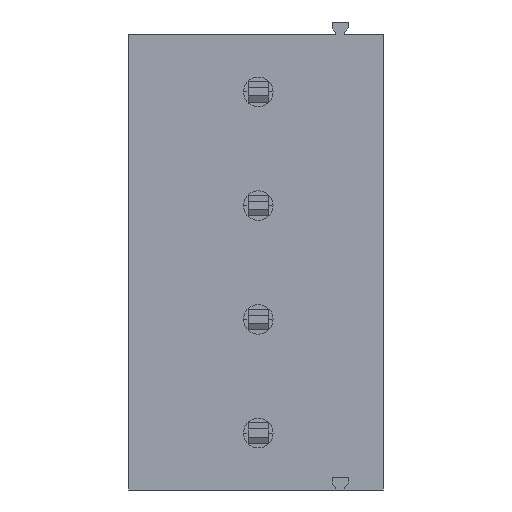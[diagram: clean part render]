
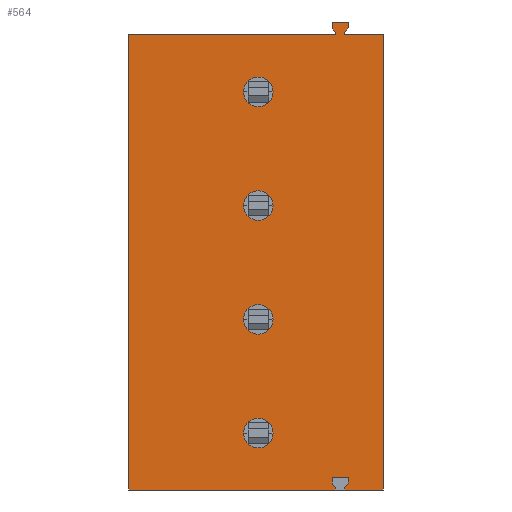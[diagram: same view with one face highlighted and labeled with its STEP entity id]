
A CAD part, front view. The second image highlights one B-rep face of the part: STEP entity #564.
In plain terms, the highlighted planar face has unit normal (0, -1, 0).
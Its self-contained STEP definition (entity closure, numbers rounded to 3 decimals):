
#564=ADVANCED_FACE('',(#1244,#1245,#1246,#1247,#1248),#1249,.T.);
#1244=FACE_OUTER_BOUND('',#2043,.T.);
#1245=FACE_BOUND('',#2044,.T.);
#1246=FACE_BOUND('',#2045,.T.);
#1247=FACE_BOUND('',#2046,.T.);
#1248=FACE_BOUND('',#2047,.T.);
#1249=PLANE('',#2048);
#2043=EDGE_LOOP('',(#3673,#3674,#3675,#3676,#3677,#3678,#3679,#3680,#3681,#3682,#3683,#3684,#3685,#3686,#3687,#3688,#3689,#3690,#3691,#3692));
#2044=EDGE_LOOP('',(#3693,#3694));
#2045=EDGE_LOOP('',(#3695,#3696));
#2046=EDGE_LOOP('',(#3697,#3698));
#2047=EDGE_LOOP('',(#3699,#3700));
#2048=AXIS2_PLACEMENT_3D('',#3701,#3702,#3703);
#3673=ORIENTED_EDGE('',*,*,#5302,.T.);
#3674=ORIENTED_EDGE('',*,*,#4793,.T.);
#3675=ORIENTED_EDGE('',*,*,#4868,.F.);
#3676=ORIENTED_EDGE('',*,*,#4865,.F.);
#3677=ORIENTED_EDGE('',*,*,#4856,.F.);
#3678=ORIENTED_EDGE('',*,*,#4863,.F.);
#3679=ORIENTED_EDGE('',*,*,#4860,.F.);
#3680=ORIENTED_EDGE('',*,*,#4850,.F.);
#3681=ORIENTED_EDGE('',*,*,#4854,.F.);
#3682=ORIENTED_EDGE('',*,*,#4790,.T.);
#3683=ORIENTED_EDGE('',*,*,#5164,.T.);
#3684=ORIENTED_EDGE('',*,*,#5150,.F.);
#3685=ORIENTED_EDGE('',*,*,#5303,.F.);
#3686=ORIENTED_EDGE('',*,*,#5173,.F.);
#3687=ORIENTED_EDGE('',*,*,#5304,.F.);
#3688=ORIENTED_EDGE('',*,*,#5305,.F.);
#3689=ORIENTED_EDGE('',*,*,#5306,.F.);
#3690=ORIENTED_EDGE('',*,*,#5307,.F.);
#3691=ORIENTED_EDGE('',*,*,#5308,.F.);
#3692=ORIENTED_EDGE('',*,*,#5146,.F.);
#3693=ORIENTED_EDGE('',*,*,#5309,.F.);
#3694=ORIENTED_EDGE('',*,*,#5256,.F.);
#3695=ORIENTED_EDGE('',*,*,#5310,.F.);
#3696=ORIENTED_EDGE('',*,*,#5311,.F.);
#3697=ORIENTED_EDGE('',*,*,#5312,.F.);
#3698=ORIENTED_EDGE('',*,*,#4902,.F.);
#3699=ORIENTED_EDGE('',*,*,#5313,.F.);
#3700=ORIENTED_EDGE('',*,*,#5272,.F.);
#3701=CARTESIAN_POINT('',(-6.914,0.0,-15.096));
#3702=DIRECTION('',(0.0,-1.0,0.0));
#3703=DIRECTION('',(0.,0.0,1.0));
#4790=EDGE_CURVE('',#5741,#5739,#5742,.T.);
#4793=EDGE_CURVE('',#5746,#5744,#5747,.T.);
#4850=EDGE_CURVE('',#5837,#5838,#5839,.T.);
#4854=EDGE_CURVE('',#5741,#5837,#5843,.T.);
#4856=EDGE_CURVE('',#5845,#5846,#5847,.T.);
#4860=EDGE_CURVE('',#5838,#5851,#5852,.T.);
#4863=EDGE_CURVE('',#5851,#5845,#5855,.T.);
#4865=EDGE_CURVE('',#5846,#5857,#5858,.T.);
#4868=EDGE_CURVE('',#5857,#5744,#5861,.T.);
#4902=EDGE_CURVE('',#5910,#5912,#5913,.T.);
#5146=EDGE_CURVE('',#6296,#6298,#6299,.T.);
#5150=EDGE_CURVE('',#6304,#6306,#6307,.T.);
#5164=EDGE_CURVE('',#5739,#6306,#6331,.T.);
#5173=EDGE_CURVE('',#6343,#6338,#6345,.T.);
#5256=EDGE_CURVE('',#6450,#6452,#6453,.T.);
#5272=EDGE_CURVE('',#6470,#6472,#6473,.T.);
#5302=EDGE_CURVE('',#6296,#5746,#6513,.T.);
#5303=EDGE_CURVE('',#6338,#6304,#6514,.T.);
#5304=EDGE_CURVE('',#6515,#6343,#6516,.T.);
#5305=EDGE_CURVE('',#6517,#6515,#6518,.T.);
#5306=EDGE_CURVE('',#6519,#6517,#6520,.T.);
#5307=EDGE_CURVE('',#6521,#6519,#6522,.T.);
#5308=EDGE_CURVE('',#6298,#6521,#6523,.T.);
#5309=EDGE_CURVE('',#6452,#6450,#6524,.T.);
#5310=EDGE_CURVE('',#6525,#6526,#6527,.T.);
#5311=EDGE_CURVE('',#6526,#6525,#6528,.T.);
#5312=EDGE_CURVE('',#5912,#5910,#6529,.T.);
#5313=EDGE_CURVE('',#6472,#6470,#6530,.T.);
#5739=VERTEX_POINT('',#7092);
#5741=VERTEX_POINT('',#7095);
#5742=LINE('',#7096,#7097);
#5744=VERTEX_POINT('',#7100);
#5746=VERTEX_POINT('',#7103);
#5747=LINE('',#7104,#7105);
#5837=VERTEX_POINT('',#7227);
#5838=VERTEX_POINT('',#7228);
#5839=LINE('',#7229,#7230);
#5843=LINE('',#7236,#7237);
#5845=VERTEX_POINT('',#7239);
#5846=VERTEX_POINT('',#7240);
#5847=LINE('',#7241,#7242);
#5851=VERTEX_POINT('',#7248);
#5852=LINE('',#7249,#7250);
#5855=LINE('',#7254,#7255);
#5857=VERTEX_POINT('',#7257);
#5858=LINE('',#7258,#7259);
#5861=LINE('',#7263,#7264);
#5910=VERTEX_POINT('',#7333);
#5912=VERTEX_POINT('',#7336);
#5913=CIRCLE('',#7337,0.65);
#6296=VERTEX_POINT('',#7853);
#6298=VERTEX_POINT('',#7856);
#6299=LINE('',#7857,#7858);
#6304=VERTEX_POINT('',#7865);
#6306=VERTEX_POINT('',#7868);
#6307=LINE('',#7869,#7870);
#6331=LINE('',#7902,#7903);
#6338=VERTEX_POINT('',#7913);
#6343=VERTEX_POINT('',#7920);
#6345=LINE('',#7923,#7924);
#6450=VERTEX_POINT('',#8072);
#6452=VERTEX_POINT('',#8075);
#6453=CIRCLE('',#8076,0.65);
#6470=VERTEX_POINT('',#8099);
#6472=VERTEX_POINT('',#8102);
#6473=CIRCLE('',#8103,0.65);
#6513=LINE('',#8157,#8158);
#6514=LINE('',#8159,#8160);
#6515=VERTEX_POINT('',#8161);
#6516=LINE('',#8162,#8163);
#6517=VERTEX_POINT('',#8164);
#6518=LINE('',#8165,#8166);
#6519=VERTEX_POINT('',#8167);
#6520=LINE('',#8168,#8169);
#6521=VERTEX_POINT('',#8170);
#6522=LINE('',#8171,#8172);
#6523=LINE('',#8173,#8174);
#6524=CIRCLE('',#8175,0.65);
#6525=VERTEX_POINT('',#8176);
#6526=VERTEX_POINT('',#8177);
#6527=CIRCLE('',#8178,0.65);
#6528=CIRCLE('',#8179,0.65);
#6529=CIRCLE('',#8180,0.65);
#6530=CIRCLE('',#8181,0.65);
#7092=CARTESIAN_POINT('',(-9.657,0.0,-0.57));
#7095=CARTESIAN_POINT('',(-0.564,0.0,-0.57));
#7096=CARTESIAN_POINT('',(1.543,0.0,-0.57));
#7097=VECTOR('',#8791,1.0);
#7100=CARTESIAN_POINT('',(-0.15,0.0,-0.57));
#7103=CARTESIAN_POINT('',(1.543,0.0,-0.57));
#7104=CARTESIAN_POINT('',(1.543,0.0,-0.57));
#7105=VECTOR('',#8794,1.0);
#7227=CARTESIAN_POINT('',(-0.564,0.0,-0.441));
#7228=CARTESIAN_POINT('',(-0.714,0.0,-0.263));
#7229=CARTESIAN_POINT('',(-0.564,0.0,-0.441));
#7230=VECTOR('',#8863,1.0);
#7236=CARTESIAN_POINT('',(-0.564,0.0,-0.57));
#7237=VECTOR('',#8866,1.0);
#7239=CARTESIAN_POINT('',(0.0,0.0,0.));
#7240=CARTESIAN_POINT('',(0.0,0.0,-0.263));
#7241=CARTESIAN_POINT('',(0.0,0.0,0.));
#7242=VECTOR('',#8867,1.0);
#7248=CARTESIAN_POINT('',(-0.714,0.0,0.));
#7249=CARTESIAN_POINT('',(-0.714,0.0,-0.263));
#7250=VECTOR('',#8870,1.0);
#7254=CARTESIAN_POINT('',(-0.714,0.0,0.));
#7255=VECTOR('',#8872,1.0);
#7257=CARTESIAN_POINT('',(-0.15,0.0,-0.441));
#7258=CARTESIAN_POINT('',(0.0,0.0,-0.263));
#7259=VECTOR('',#8873,1.0);
#7263=CARTESIAN_POINT('',(-0.15,0.0,-0.441));
#7264=VECTOR('',#8875,1.0);
#7333=CARTESIAN_POINT('',(-3.307,0.0,-3.07));
#7336=CARTESIAN_POINT('',(-4.607,0.0,-3.07));
#7337=AXIS2_PLACEMENT_3D('',#8909,#8910,#8911);
#7853=CARTESIAN_POINT('',(1.543,0.0,-20.57));
#7856=CARTESIAN_POINT('',(-0.15,0.0,-20.57));
#7857=CARTESIAN_POINT('',(1.543,0.0,-20.57));
#7858=VECTOR('',#9205,1.0);
#7865=CARTESIAN_POINT('',(-0.564,0.0,-20.57));
#7868=CARTESIAN_POINT('',(-9.657,0.0,-20.57));
#7869=CARTESIAN_POINT('',(1.543,0.0,-20.57));
#7870=VECTOR('',#9209,1.0);
#7902=CARTESIAN_POINT('',(-9.657,0.0,-18.07));
#7903=VECTOR('',#9230,1.0);
#7913=CARTESIAN_POINT('',(-0.564,0.0,-20.441));
#7920=CARTESIAN_POINT('',(-0.714,0.0,-20.263));
#7923=CARTESIAN_POINT('',(-2.558,0.0,-18.07));
#7924=VECTOR('',#9237,1.0);
#8072=CARTESIAN_POINT('',(-3.307,0.0,-13.07));
#8075=CARTESIAN_POINT('',(-4.607,0.0,-13.07));
#8076=AXIS2_PLACEMENT_3D('',#9318,#9319,#9320);
#8099=CARTESIAN_POINT('',(-3.307,0.0,-8.07));
#8102=CARTESIAN_POINT('',(-4.607,0.0,-8.07));
#8103=AXIS2_PLACEMENT_3D('',#9331,#9332,#9333);
#8157=CARTESIAN_POINT('',(1.543,0.0,-18.07));
#8158=VECTOR('',#9366,1.0);
#8159=CARTESIAN_POINT('',(-0.564,0.0,-18.07));
#8160=VECTOR('',#9367,1.0);
#8161=CARTESIAN_POINT('',(-0.714,0.0,-20.0));
#8162=CARTESIAN_POINT('',(-0.714,0.0,-18.07));
#8163=VECTOR('',#9368,1.0);
#8164=CARTESIAN_POINT('',(0.0,0.0,-20.0));
#8165=CARTESIAN_POINT('',(-43.954,0.0,-20.0));
#8166=VECTOR('',#9369,1.0);
#8167=CARTESIAN_POINT('',(0.0,0.0,-20.263));
#8168=CARTESIAN_POINT('',(0.,0.0,-18.07));
#8169=VECTOR('',#9370,1.0);
#8170=CARTESIAN_POINT('',(-0.15,0.0,-20.441));
#8171=CARTESIAN_POINT('',(1.844,0.0,-18.07));
#8172=VECTOR('',#9371,1.0);
#8173=CARTESIAN_POINT('',(-0.15,0.0,-18.07));
#8174=VECTOR('',#9372,1.0);
#8175=AXIS2_PLACEMENT_3D('',#9373,#9374,#9375);
#8176=CARTESIAN_POINT('',(-4.607,0.0,-18.07));
#8177=CARTESIAN_POINT('',(-3.307,0.0,-18.07));
#8178=AXIS2_PLACEMENT_3D('',#9376,#9377,#9378);
#8179=AXIS2_PLACEMENT_3D('',#9379,#9380,#9381);
#8180=AXIS2_PLACEMENT_3D('',#9382,#9383,#9384);
#8181=AXIS2_PLACEMENT_3D('',#9385,#9386,#9387);
#8791=DIRECTION('',(-1.0,0.0,0.));
#8794=DIRECTION('',(-1.0,0.0,0.));
#8863=DIRECTION('',(-0.644,0.0,0.765));
#8866=DIRECTION('',(0.,0.0,1.0));
#8867=DIRECTION('',(0.,0.0,-1.0));
#8870=DIRECTION('',(0.,0.0,1.0));
#8872=DIRECTION('',(1.0,0.0,0.));
#8873=DIRECTION('',(-0.644,0.0,-0.765));
#8875=DIRECTION('',(0.,0.0,-1.0));
#8909=CARTESIAN_POINT('',(-3.957,0.0,-3.07));
#8910=DIRECTION('',(-0.0,-1.0,0.0));
#8911=DIRECTION('',(-1.0,0.0,0.));
#9205=DIRECTION('',(-1.0,0.0,0.));
#9209=DIRECTION('',(-1.0,0.0,0.));
#9230=DIRECTION('',(0.,0.0,-1.0));
#9237=DIRECTION('',(0.644,0.0,-0.765));
#9318=CARTESIAN_POINT('',(-3.957,0.0,-13.07));
#9319=DIRECTION('',(-0.0,-1.0,0.0));
#9320=DIRECTION('',(-1.0,0.0,0.));
#9331=CARTESIAN_POINT('',(-3.957,0.0,-8.07));
#9332=DIRECTION('',(-0.0,-1.0,0.0));
#9333=DIRECTION('',(-1.0,0.0,0.));
#9366=DIRECTION('',(0.,0.0,1.0));
#9367=DIRECTION('',(0.,0.0,-1.0));
#9368=DIRECTION('',(0.,0.0,-1.0));
#9369=DIRECTION('',(-1.0,0.0,0.));
#9370=DIRECTION('',(0.,0.0,1.0));
#9371=DIRECTION('',(0.644,0.0,0.765));
#9372=DIRECTION('',(0.,0.0,1.0));
#9373=CARTESIAN_POINT('',(-3.957,0.0,-13.07));
#9374=DIRECTION('',(-0.0,-1.0,0.0));
#9375=DIRECTION('',(-1.0,0.0,0.));
#9376=CARTESIAN_POINT('',(-3.957,0.0,-18.07));
#9377=DIRECTION('',(-0.0,-1.0,0.0));
#9378=DIRECTION('',(-1.0,0.0,0.));
#9379=CARTESIAN_POINT('',(-3.957,0.0,-18.07));
#9380=DIRECTION('',(-0.0,-1.0,0.0));
#9381=DIRECTION('',(-1.0,0.0,0.));
#9382=CARTESIAN_POINT('',(-3.957,0.0,-3.07));
#9383=DIRECTION('',(-0.0,-1.0,0.0));
#9384=DIRECTION('',(-1.0,0.0,0.));
#9385=CARTESIAN_POINT('',(-3.957,0.0,-8.07));
#9386=DIRECTION('',(-0.0,-1.0,0.0));
#9387=DIRECTION('',(-1.0,0.0,0.));
